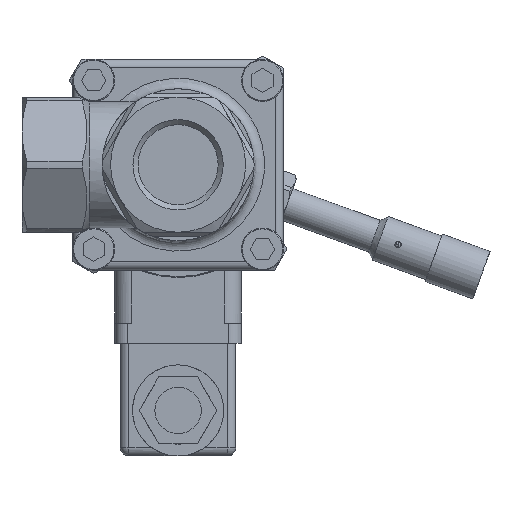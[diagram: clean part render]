
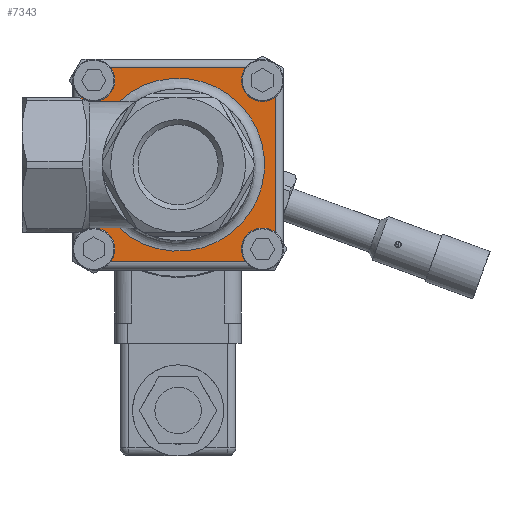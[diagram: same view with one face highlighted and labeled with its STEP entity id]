
A CAD part, front view. The second image highlights one B-rep face of the part: STEP entity #7343.
In plain terms, the highlighted planar face has unit normal (0, -1, 0).
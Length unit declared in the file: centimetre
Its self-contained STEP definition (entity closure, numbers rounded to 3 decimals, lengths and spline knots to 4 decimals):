
#77=(
BOUNDED_CURVE()
B_SPLINE_CURVE(2,(#11038,#11039,#11040),.UNSPECIFIED.,.F.,.F.)
B_SPLINE_CURVE_WITH_KNOTS((3,3),(-0.3778,-0.1759),
 .UNSPECIFIED.)
CURVE()
GEOMETRIC_REPRESENTATION_ITEM()
RATIONAL_B_SPLINE_CURVE((1.244,1.186,1.12))
REPRESENTATION_ITEM('')
);
#78=(
BOUNDED_CURVE()
B_SPLINE_CURVE(2,(#11048,#11049,#11050),.UNSPECIFIED.,.F.,.F.)
B_SPLINE_CURVE_WITH_KNOTS((3,3),(-3.8629,-3.6609),
 .UNSPECIFIED.)
CURVE()
GEOMETRIC_REPRESENTATION_ITEM()
RATIONAL_B_SPLINE_CURVE((1.12,1.186,1.244))
REPRESENTATION_ITEM('')
);
#276=PLANE('',#7828);
#772=FACE_OUTER_BOUND('',#1228,.T.);
#1228=EDGE_LOOP('',(#4823,#4824,#4825,#4826,#4827,#4828,#4829,#4830,#4831,
#4832,#4833,#4834,#4835,#4836,#4837,#4838,#4839,#4840));
#1811=LINE('',#11024,#2271);
#1812=LINE('',#11028,#2272);
#1813=LINE('',#11032,#2273);
#1814=LINE('',#11034,#2274);
#1815=LINE('',#11042,#2275);
#1816=LINE('',#11046,#2276);
#1817=LINE('',#11054,#2277);
#1818=LINE('',#11056,#2278);
#1819=LINE('',#11059,#2279);
#2271=VECTOR('',#8701,3.2506);
#2272=VECTOR('',#8704,3.2506);
#2273=VECTOR('',#8707,0.0386);
#2274=VECTOR('',#8708,0.0313);
#2275=VECTOR('',#8711,0.4645);
#2276=VECTOR('',#8714,0.4645);
#2277=VECTOR('',#8717,0.0313);
#2278=VECTOR('',#8718,0.0386);
#2279=VECTOR('',#8721,3.2506);
#2724=CIRCLE('',#7810,0.48);
#2729=CIRCLE('',#7829,0.48);
#2730=CIRCLE('',#7830,0.48);
#2731=CIRCLE('',#7831,0.5);
#2732=CIRCLE('',#7832,2.05);
#2733=CIRCLE('',#7833,0.5);
#2734=CIRCLE('',#7834,0.48);
#3068=VERTEX_POINT('',#10931);
#3074=VERTEX_POINT('',#10956);
#3095=VERTEX_POINT('',#11023);
#3096=VERTEX_POINT('',#11025);
#3097=VERTEX_POINT('',#11027);
#3098=VERTEX_POINT('',#11029);
#3099=VERTEX_POINT('',#11031);
#3100=VERTEX_POINT('',#11033);
#3101=VERTEX_POINT('',#11035);
#3102=VERTEX_POINT('',#11037);
#3103=VERTEX_POINT('',#11041);
#3104=VERTEX_POINT('',#11043);
#3105=VERTEX_POINT('',#11045);
#3106=VERTEX_POINT('',#11047);
#3107=VERTEX_POINT('',#11051);
#3108=VERTEX_POINT('',#11053);
#3109=VERTEX_POINT('',#11055);
#3110=VERTEX_POINT('',#11057);
#3757=EDGE_CURVE('',#3068,#3074,#2724,.T.);
#3780=EDGE_CURVE('',#3074,#3095,#1811,.T.);
#3781=EDGE_CURVE('',#3095,#3096,#2729,.T.);
#3782=EDGE_CURVE('',#3096,#3097,#1812,.T.);
#3783=EDGE_CURVE('',#3097,#3098,#2730,.T.);
#3784=EDGE_CURVE('',#3098,#3099,#1813,.T.);
#3785=EDGE_CURVE('',#3099,#3100,#1814,.T.);
#3786=EDGE_CURVE('',#3101,#3100,#2731,.T.);
#3787=EDGE_CURVE('',#3102,#3101,#77,.T.);
#3788=EDGE_CURVE('',#3102,#3103,#1815,.T.);
#3789=EDGE_CURVE('',#3103,#3104,#2732,.T.);
#3790=EDGE_CURVE('',#3104,#3105,#1816,.T.);
#3791=EDGE_CURVE('',#3106,#3105,#78,.T.);
#3792=EDGE_CURVE('',#3106,#3107,#2733,.T.);
#3793=EDGE_CURVE('',#3107,#3108,#1817,.T.);
#3794=EDGE_CURVE('',#3108,#3109,#1818,.T.);
#3795=EDGE_CURVE('',#3109,#3110,#2734,.T.);
#3796=EDGE_CURVE('',#3110,#3068,#1819,.T.);
#4823=ORIENTED_EDGE('',*,*,#3757,.T.);
#4824=ORIENTED_EDGE('',*,*,#3780,.T.);
#4825=ORIENTED_EDGE('',*,*,#3781,.T.);
#4826=ORIENTED_EDGE('',*,*,#3782,.T.);
#4827=ORIENTED_EDGE('',*,*,#3783,.T.);
#4828=ORIENTED_EDGE('',*,*,#3784,.T.);
#4829=ORIENTED_EDGE('',*,*,#3785,.T.);
#4830=ORIENTED_EDGE('',*,*,#3786,.F.);
#4831=ORIENTED_EDGE('',*,*,#3787,.F.);
#4832=ORIENTED_EDGE('',*,*,#3788,.T.);
#4833=ORIENTED_EDGE('',*,*,#3789,.T.);
#4834=ORIENTED_EDGE('',*,*,#3790,.T.);
#4835=ORIENTED_EDGE('',*,*,#3791,.F.);
#4836=ORIENTED_EDGE('',*,*,#3792,.T.);
#4837=ORIENTED_EDGE('',*,*,#3793,.T.);
#4838=ORIENTED_EDGE('',*,*,#3794,.T.);
#4839=ORIENTED_EDGE('',*,*,#3795,.T.);
#4840=ORIENTED_EDGE('',*,*,#3796,.T.);
#7343=ADVANCED_FACE('',(#772),#276,.T.);
#7810=AXIS2_PLACEMENT_3D('',#10970,#8645,#8646);
#7828=AXIS2_PLACEMENT_3D('',#11022,#8699,#8700);
#7829=AXIS2_PLACEMENT_3D('',#11026,#8702,#8703);
#7830=AXIS2_PLACEMENT_3D('',#11030,#8705,#8706);
#7831=AXIS2_PLACEMENT_3D('',#11036,#8709,#8710);
#7832=AXIS2_PLACEMENT_3D('',#11044,#8712,#8713);
#7833=AXIS2_PLACEMENT_3D('',#11052,#8715,#8716);
#7834=AXIS2_PLACEMENT_3D('',#11058,#8719,#8720);
#8645=DIRECTION('center_axis',(0.,1.,0.));
#8646=DIRECTION('ref_axis',(0.,0.,
-1.));
#8699=DIRECTION('center_axis',(0.,-1.,0.));
#8700=DIRECTION('ref_axis',(-1.,0.,0.));
#8701=DIRECTION('',(0.,0.,1.));
#8702=DIRECTION('center_axis',(0.,1.,0.));
#8703=DIRECTION('ref_axis',(1.,0.,0.));
#8704=DIRECTION('',(-1.,0.,0.));
#8705=DIRECTION('center_axis',(0.,1.,0.));
#8706=DIRECTION('ref_axis',(0.,0.,
1.));
#8707=DIRECTION('',(0.,0.,-1.));
#8708=DIRECTION('',(-1.,0.,0.));
#8709=DIRECTION('center_axis',(0.,1.,0.));
#8710=DIRECTION('ref_axis',(-1.,0.,0.));
#8711=DIRECTION('',(1.,0.,0.));
#8712=DIRECTION('center_axis',(0.,1.,0.));
#8713=DIRECTION('ref_axis',(-1.,0.,0.));
#8714=DIRECTION('',(-1.,0.,0.));
#8715=DIRECTION('center_axis',(0.,-1.,0.));
#8716=DIRECTION('ref_axis',(-1.,0.,0.));
#8717=DIRECTION('',(1.,0.,0.));
#8718=DIRECTION('',(0.,0.,-1.));
#8719=DIRECTION('center_axis',(0.,1.,0.));
#8720=DIRECTION('ref_axis',(-1.,0.,0.));
#8721=DIRECTION('',(1.,0.,0.));
#10931=CARTESIAN_POINT('',(1.6253,-11.4,-2.3));
#10956=CARTESIAN_POINT('',(2.3,-11.4,-1.6253));
#10970=CARTESIAN_POINT('Origin',(2.,-11.4,-2.));
#11022=CARTESIAN_POINT('Origin',(2.5,-11.4,2.5));
#11023=CARTESIAN_POINT('',(2.3,-11.4,1.6253));
#11024=CARTESIAN_POINT('',(2.3,-11.4,2.));
#11025=CARTESIAN_POINT('',(1.6253,-11.4,2.3));
#11026=CARTESIAN_POINT('Origin',(2.,-11.4,2.));
#11027=CARTESIAN_POINT('',(-1.6253,-11.4,2.3));
#11028=CARTESIAN_POINT('',(-2.,-11.4,2.3));
#11029=CARTESIAN_POINT('',(-2.3,-11.4,1.6253));
#11030=CARTESIAN_POINT('Origin',(-2.,-11.4,2.));
#11031=CARTESIAN_POINT('',(-2.3,-11.4,1.5867));
#11032=CARTESIAN_POINT('',(-2.3,-11.4,1.5867));
#11033=CARTESIAN_POINT('',(-2.3313,-11.4,1.5867));
#11034=CARTESIAN_POINT('',(-3.7,-11.4,1.5867));
#11035=CARTESIAN_POINT('',(-2.2505,-11.4,1.542));
#11036=CARTESIAN_POINT('Origin',(-2.05,-11.4,2.));
#11037=CARTESIAN_POINT('',(-2.1,-11.4,1.2359));
#11038=CARTESIAN_POINT('Ctrl Pts',(-2.1,-11.4,1.2359));
#11039=CARTESIAN_POINT('Ctrl Pts',(-2.167,-11.4,1.3767));
#11040=CARTESIAN_POINT('Ctrl Pts',(-2.2505,-11.4,1.542));
#11041=CARTESIAN_POINT('',(-1.6355,-11.4,1.2359));
#11042=CARTESIAN_POINT('',(-2.1,-11.4,1.2359));
#11043=CARTESIAN_POINT('',(-1.6355,-11.4,-1.2359));
#11044=CARTESIAN_POINT('Origin',(0.,-11.4,0.));
#11045=CARTESIAN_POINT('',(-2.1,-11.4,-1.2359));
#11046=CARTESIAN_POINT('',(-2.1,-11.4,-1.2359));
#11047=CARTESIAN_POINT('',(-2.2505,-11.4,-1.542));
#11048=CARTESIAN_POINT('Ctrl Pts',(-2.2505,-11.4,-1.542));
#11049=CARTESIAN_POINT('Ctrl Pts',(-2.167,-11.4,-1.3767));
#11050=CARTESIAN_POINT('Ctrl Pts',(-2.1,-11.4,-1.2359));
#11051=CARTESIAN_POINT('',(-2.3313,-11.4,-1.5867));
#11052=CARTESIAN_POINT('Origin',(-2.05,-11.4,-2.));
#11053=CARTESIAN_POINT('',(-2.3,-11.4,-1.5867));
#11054=CARTESIAN_POINT('',(-3.7,-11.4,-1.5867));
#11055=CARTESIAN_POINT('',(-2.3,-11.4,-1.6253));
#11056=CARTESIAN_POINT('',(-2.3,-11.4,-2.));
#11057=CARTESIAN_POINT('',(-1.6253,-11.4,-2.3));
#11058=CARTESIAN_POINT('Origin',(-2.,-11.4,-2.));
#11059=CARTESIAN_POINT('',(2.,-11.4,-2.3));
